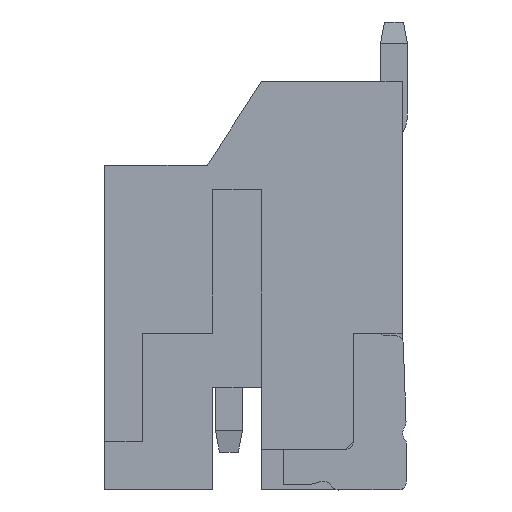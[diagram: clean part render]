
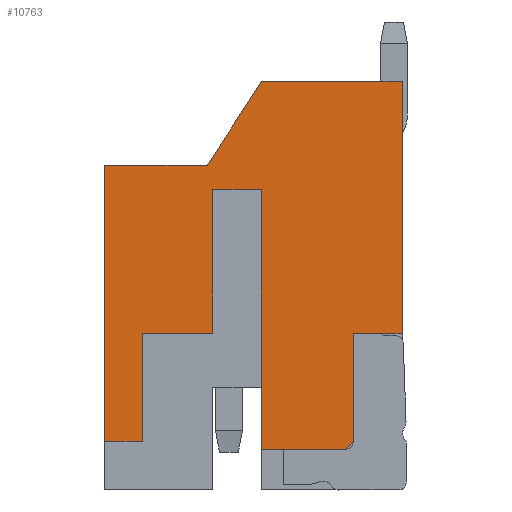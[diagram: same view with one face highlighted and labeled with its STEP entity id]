
A CAD part, left-side view. The second image highlights one B-rep face of the part: STEP entity #10763.
In plain terms, the highlighted planar face has unit normal (-1, 0, 0).
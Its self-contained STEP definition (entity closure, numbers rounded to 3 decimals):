
#1517=DIRECTION('',(0.,0.,1.));
#1518=VECTOR('',#1517,5.1);
#1519=CARTESIAN_POINT('',(-17.95,0.,0.9));
#1520=LINE('',#1519,#1518);
#1521=DIRECTION('',(0.,-1.,0.));
#1522=VECTOR('',#1521,1.9);
#1523=CARTESIAN_POINT('',(-17.95,0.,6.));
#1524=LINE('',#1523,#1522);
#1525=DIRECTION('',(0.,-0.542,0.84));
#1526=VECTOR('',#1525,1.845);
#1527=CARTESIAN_POINT('',(-17.95,-1.9,6.));
#1528=LINE('',#1527,#1526);
#1529=DIRECTION('',(0.,-1.,0.));
#1530=VECTOR('',#1529,2.6);
#1531=CARTESIAN_POINT('',(-17.95,-2.9,7.55));
#1532=LINE('',#1531,#1530);
#1533=DIRECTION('',(0.,0.,-1.));
#1534=VECTOR('',#1533,4.65);
#1535=CARTESIAN_POINT('',(-17.95,-5.5,7.55));
#1536=LINE('',#1535,#1534);
#1537=DIRECTION('',(0.,0.707,-0.707));
#1538=VECTOR('',#1537,0.212);
#1539=CARTESIAN_POINT('',(-17.95,-4.6,0.9));
#1540=LINE('',#1539,#1538);
#1541=DIRECTION('',(0.,1.,0.));
#1542=VECTOR('',#1541,1.55);
#1543=CARTESIAN_POINT('',(-17.95,-4.45,0.75));
#1544=LINE('',#1543,#1542);
#1545=DIRECTION('',(0.,-1.,0.));
#1546=VECTOR('',#1545,1.3);
#1547=CARTESIAN_POINT('',(-17.95,-0.7,2.9));
#1548=LINE('',#1547,#1546);
#1553=DIRECTION('',(0.,0.,1.));
#1554=VECTOR('',#1553,2.65);
#1555=CARTESIAN_POINT('',(-17.95,-2.,2.9));
#1556=LINE('',#1555,#1554);
#1565=DIRECTION('',(0.,-1.,0.));
#1566=VECTOR('',#1565,0.9);
#1567=CARTESIAN_POINT('',(-17.95,-2.,5.55));
#1568=LINE('',#1567,#1566);
#1577=DIRECTION('',(0.,0.,-1.));
#1578=VECTOR('',#1577,4.8);
#1579=CARTESIAN_POINT('',(-17.95,-2.9,5.55));
#1580=LINE('',#1579,#1578);
#6227=DIRECTION('',(0.,-1.,0.));
#6228=VECTOR('',#6227,0.7);
#6229=CARTESIAN_POINT('',(-17.95,0.,0.9));
#6230=LINE('',#6229,#6228);
#6251=DIRECTION('',(0.,0.,1.));
#6252=VECTOR('',#6251,2.);
#6253=CARTESIAN_POINT('',(-17.95,-0.7,0.9));
#6254=LINE('',#6253,#6252);
#6503=DIRECTION('',(0.,-1.,0.));
#6504=VECTOR('',#6503,0.9);
#6505=CARTESIAN_POINT('',(-17.95,-4.6,2.9));
#6506=LINE('',#6505,#6504);
#6691=DIRECTION('',(0.,0.,1.));
#6692=VECTOR('',#6691,2.);
#6693=CARTESIAN_POINT('',(-17.95,-4.6,0.9));
#6694=LINE('',#6693,#6692);
#7267=CARTESIAN_POINT('',(-17.95,-1.9,6.));
#7268=VERTEX_POINT('',#7267);
#7641=CARTESIAN_POINT('',(-17.95,-2.9,0.75));
#7643=VERTEX_POINT('',#7641);
#7645=CARTESIAN_POINT('',(-17.95,-4.45,0.75));
#7646=VERTEX_POINT('',#7645);
#7717=CARTESIAN_POINT('',(-17.95,0.,6.));
#7718=VERTEX_POINT('',#7717);
#7719=CARTESIAN_POINT('',(-17.95,0.,0.9));
#7720=VERTEX_POINT('',#7719);
#7749=CARTESIAN_POINT('',(-17.95,-5.5,7.55));
#7750=VERTEX_POINT('',#7749);
#7751=CARTESIAN_POINT('',(-17.95,-2.9,7.55));
#7752=VERTEX_POINT('',#7751);
#7753=CARTESIAN_POINT('',(-17.95,-0.7,0.9));
#7754=VERTEX_POINT('',#7753);
#7755=CARTESIAN_POINT('',(-17.95,-5.5,2.9));
#7756=VERTEX_POINT('',#7755);
#7757=CARTESIAN_POINT('',(-17.95,-4.6,2.9));
#7758=VERTEX_POINT('',#7757);
#7759=CARTESIAN_POINT('',(-17.95,-4.6,0.9));
#7760=VERTEX_POINT('',#7759);
#7761=CARTESIAN_POINT('',(-17.95,-0.7,2.9));
#7762=CARTESIAN_POINT('',(-17.95,-2.,2.9));
#7763=VERTEX_POINT('',#7761);
#7764=VERTEX_POINT('',#7762);
#7765=CARTESIAN_POINT('',(-17.95,-2.,5.55));
#7766=VERTEX_POINT('',#7765);
#7767=CARTESIAN_POINT('',(-17.95,-2.9,5.55));
#7768=VERTEX_POINT('',#7767);
#10729=CARTESIAN_POINT('',(-17.95,-2.75,4.15));
#10730=DIRECTION('',(1.,0.,0.));
#10731=DIRECTION('',(0.,-1.,0.));
#10732=AXIS2_PLACEMENT_3D('',#10729,#10730,#10731);
#10733=PLANE('',#10732);
#10735=ORIENTED_EDGE('',*,*,#10734,.F.);
#10737=ORIENTED_EDGE('',*,*,#10736,.F.);
#10739=ORIENTED_EDGE('',*,*,#10738,.F.);
#10741=ORIENTED_EDGE('',*,*,#10740,.T.);
#10743=ORIENTED_EDGE('',*,*,#10742,.T.);
#10745=ORIENTED_EDGE('',*,*,#10744,.T.);
#10747=ORIENTED_EDGE('',*,*,#10746,.T.);
#10748=ORIENTED_EDGE('',*,*,#10177,.T.);
#10750=ORIENTED_EDGE('',*,*,#10749,.F.);
#10752=ORIENTED_EDGE('',*,*,#10751,.F.);
#10753=ORIENTED_EDGE('',*,*,#10717,.T.);
#10754=ORIENTED_EDGE('',*,*,#10286,.T.);
#10756=ORIENTED_EDGE('',*,*,#10755,.F.);
#10758=ORIENTED_EDGE('',*,*,#10757,.F.);
#10760=ORIENTED_EDGE('',*,*,#10759,.F.);
#10761=EDGE_LOOP('',(#10735,#10737,#10739,#10741,#10743,#10745,#10747,#10748,
#10750,#10752,#10753,#10754,#10756,#10758,#10760));
#10762=FACE_OUTER_BOUND('',#10761,.F.);
#10763=ADVANCED_FACE('',(#10762),#10733,.F.);
#10177=EDGE_CURVE('',#7750,#7756,#1536,.T.);
#10286=EDGE_CURVE('',#7646,#7643,#1544,.T.);
#10717=EDGE_CURVE('',#7760,#7646,#1540,.T.);
#10734=EDGE_CURVE('',#7763,#7764,#1548,.T.);
#10736=EDGE_CURVE('',#7754,#7763,#6254,.T.);
#10738=EDGE_CURVE('',#7720,#7754,#6230,.T.);
#10740=EDGE_CURVE('',#7720,#7718,#1520,.T.);
#10742=EDGE_CURVE('',#7718,#7268,#1524,.T.);
#10744=EDGE_CURVE('',#7268,#7752,#1528,.T.);
#10746=EDGE_CURVE('',#7752,#7750,#1532,.T.);
#10749=EDGE_CURVE('',#7758,#7756,#6506,.T.);
#10751=EDGE_CURVE('',#7760,#7758,#6694,.T.);
#10755=EDGE_CURVE('',#7768,#7643,#1580,.T.);
#10757=EDGE_CURVE('',#7766,#7768,#1568,.T.);
#10759=EDGE_CURVE('',#7764,#7766,#1556,.T.);
